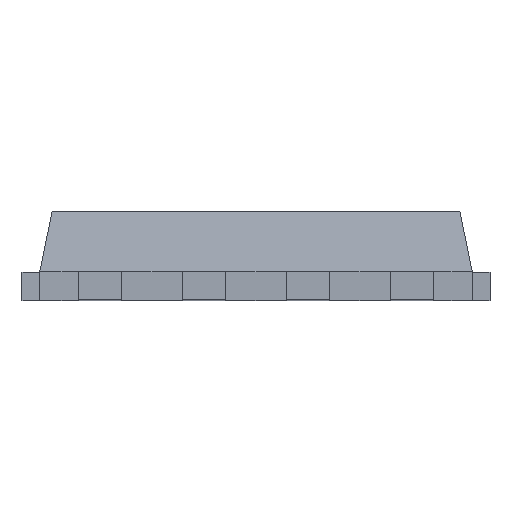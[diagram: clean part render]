
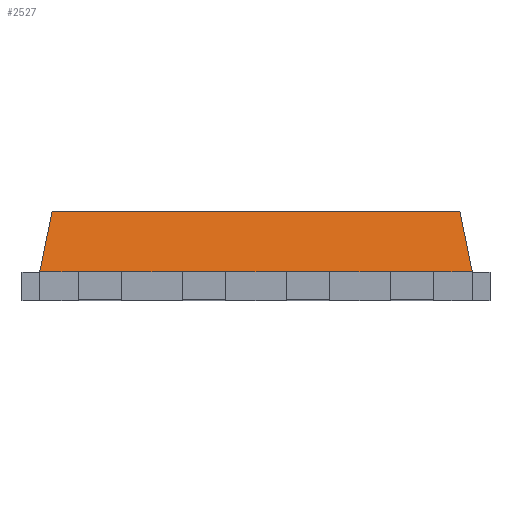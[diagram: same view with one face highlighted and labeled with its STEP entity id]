
A CAD part, top view. The second image highlights one B-rep face of the part: STEP entity #2527.
In plain terms, the highlighted planar face has unit normal (0, 0.199, 0.98).
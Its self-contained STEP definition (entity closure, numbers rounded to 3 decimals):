
#23 = VERTEX_POINT ( 'NONE', #3552 ) ;
#153 = PLANE ( 'NONE',  #427 ) ;
#287 = VECTOR ( 'NONE', #4662, 1000. ) ;
#342 = ORIENTED_EDGE ( 'NONE', *, *, #3883, .F. ) ;
#352 = LINE ( 'NONE', #3577, #3963 ) ;
#427 = AXIS2_PLACEMENT_3D ( 'NONE', #5212, #1065, #3060 ) ;
#436 = FACE_OUTER_BOUND ( 'NONE', #1977, .T. ) ;
#447 = CARTESIAN_POINT ( 'NONE',  ( -2.675, 0.35, 3.05 ) ) ;
#479 = VERTEX_POINT ( 'NONE', #3948 ) ;
#493 = CARTESIAN_POINT ( 'NONE',  ( -2.675, 0.35, 3.05 ) ) ;
#550 = DIRECTION ( 'NONE',  ( 1., 0., 0. ) ) ;
#589 = CARTESIAN_POINT ( 'NONE',  ( -2.675, 0.35, 3.05 ) ) ;
#881 = VECTOR ( 'NONE', #4832, 1000. ) ;
#962 = CARTESIAN_POINT ( 'NONE',  ( -2.675, 0.35, 3.05 ) ) ;
#1040 = EDGE_CURVE ( 'NONE', #1963, #1822, #3425, .T. ) ;
#1041 = CARTESIAN_POINT ( 'NONE',  ( -2.675, 0.35, 3.05 ) ) ;
#1065 = DIRECTION ( 'NONE',  ( 0., 0.199, 0.98 ) ) ;
#1302 = LINE ( 'NONE', #493, #4707 ) ;
#1335 = VECTOR ( 'NONE', #4820, 1000. ) ;
#1425 = CARTESIAN_POINT ( 'NONE',  ( -2.675, 0.35, 3.05 ) ) ;
#1655 = ORIENTED_EDGE ( 'NONE', *, *, #3564, .T. ) ;
#1738 = LINE ( 'NONE', #447, #3523 ) ;
#1822 = VERTEX_POINT ( 'NONE', #3041 ) ;
#1859 = VERTEX_POINT ( 'NONE', #4337 ) ;
#1863 = LINE ( 'NONE', #3455, #2914 ) ;
#1901 = DIRECTION ( 'NONE',  ( -0.196, -0.961, 0.196 ) ) ;
#1947 = VERTEX_POINT ( 'NONE', #2327 ) ;
#1963 = VERTEX_POINT ( 'NONE', #3382 ) ;
#1977 = EDGE_LOOP ( 'NONE', ( #1655, #3853, #2757, #3847, #2979, #4933, #2961, #4192, #2747, #3568, #342, #3107 ) ) ;
#2027 = LINE ( 'NONE', #3742, #287 ) ;
#2069 = VECTOR ( 'NONE', #550, 1000. ) ;
#2245 = DIRECTION ( 'NONE',  ( 1., 0., 0. ) ) ;
#2284 = VERTEX_POINT ( 'NONE', #3335 ) ;
#2327 = CARTESIAN_POINT ( 'NONE',  ( -2.2, 0.35, 3.05 ) ) ;
#2380 = CARTESIAN_POINT ( 'NONE',  ( 2.2, 0.35, 3.05 ) ) ;
#2383 = CARTESIAN_POINT ( 'NONE',  ( -1.66, 0.35, 3.05 ) ) ;
#2394 = EDGE_CURVE ( 'NONE', #479, #1859, #1738, .T. ) ;
#2465 = EDGE_CURVE ( 'NONE', #4292, #23, #1863, .T. ) ;
#2527 = ADVANCED_FACE ( 'NONE', ( #436 ), #153, .T. ) ;
#2602 = DIRECTION ( 'NONE',  ( 1., 0., 0. ) ) ;
#2747 = ORIENTED_EDGE ( 'NONE', *, *, #2465, .T. ) ;
#2757 = ORIENTED_EDGE ( 'NONE', *, *, #5199, .T. ) ;
#2762 = VERTEX_POINT ( 'NONE', #2383 ) ;
#2807 = LINE ( 'NONE', #1425, #2069 ) ;
#2881 = VECTOR ( 'NONE', #2602, 1000. ) ;
#2914 = VECTOR ( 'NONE', #3394, 1000. ) ;
#2961 = ORIENTED_EDGE ( 'NONE', *, *, #1040, .T. ) ;
#2979 = ORIENTED_EDGE ( 'NONE', *, *, #2394, .T. ) ;
#3019 = CARTESIAN_POINT ( 'NONE',  ( -2.675, 1.1, 2.897 ) ) ;
#3041 = CARTESIAN_POINT ( 'NONE',  ( 1.66, 0.35, 3.05 ) ) ;
#3044 = DIRECTION ( 'NONE',  ( 1., 0., 0. ) ) ;
#3060 = DIRECTION ( 'NONE',  ( 0., -0.98, 0.199 ) ) ;
#3107 = ORIENTED_EDGE ( 'NONE', *, *, #3417, .T. ) ;
#3151 = LINE ( 'NONE', #962, #5239 ) ;
#3162 = VECTOR ( 'NONE', #3044, 1000. ) ;
#3335 = CARTESIAN_POINT ( 'NONE',  ( -2.675, 0.35, 3.05 ) ) ;
#3346 = VECTOR ( 'NONE', #2245, 1000. ) ;
#3382 = CARTESIAN_POINT ( 'NONE',  ( 0.913, 0.35, 3.05 ) ) ;
#3384 = EDGE_CURVE ( 'NONE', #4682, #479, #4990, .T. ) ;
#3394 = DIRECTION ( 'NONE',  ( 1., 0., 0. ) ) ;
#3417 = EDGE_CURVE ( 'NONE', #3490, #2284, #352, .T. ) ;
#3425 = LINE ( 'NONE', #1041, #1335 ) ;
#3455 = CARTESIAN_POINT ( 'NONE',  ( -2.675, 0.35, 3.05 ) ) ;
#3490 = VERTEX_POINT ( 'NONE', #4739 ) ;
#3523 = VECTOR ( 'NONE', #4590, 1000. ) ;
#3552 = CARTESIAN_POINT ( 'NONE',  ( 2.675, 0.35, 3.05 ) ) ;
#3564 = EDGE_CURVE ( 'NONE', #2284, #1947, #3151, .T. ) ;
#3568 = ORIENTED_EDGE ( 'NONE', *, *, #3933, .F. ) ;
#3577 = CARTESIAN_POINT ( 'NONE',  ( -2.675, 0.35, 3.05 ) ) ;
#3623 = EDGE_CURVE ( 'NONE', #1822, #4292, #5171, .T. ) ;
#3742 = CARTESIAN_POINT ( 'NONE',  ( 2.675, 0.35, 3.05 ) ) ;
#3847 = ORIENTED_EDGE ( 'NONE', *, *, #3384, .T. ) ;
#3853 = ORIENTED_EDGE ( 'NONE', *, *, #4647, .T. ) ;
#3883 = EDGE_CURVE ( 'NONE', #3490, #4012, #4423, .T. ) ;
#3933 = EDGE_CURVE ( 'NONE', #4012, #23, #2027, .T. ) ;
#3936 = CARTESIAN_POINT ( 'NONE',  ( 2.522, 1.1, 2.897 ) ) ;
#3948 = CARTESIAN_POINT ( 'NONE',  ( -0.373, 0.35, 3.05 ) ) ;
#3963 = VECTOR ( 'NONE', #1901, 1000. ) ;
#4012 = VERTEX_POINT ( 'NONE', #3936 ) ;
#4055 = EDGE_CURVE ( 'NONE', #1859, #1963, #4289, .T. ) ;
#4192 = ORIENTED_EDGE ( 'NONE', *, *, #3623, .T. ) ;
#4287 = DIRECTION ( 'NONE',  ( 1., 0., 0. ) ) ;
#4289 = LINE ( 'NONE', #589, #3162 ) ;
#4292 = VERTEX_POINT ( 'NONE', #2380 ) ;
#4337 = CARTESIAN_POINT ( 'NONE',  ( 0.373, 0.35, 3.05 ) ) ;
#4362 = CARTESIAN_POINT ( 'NONE',  ( -0.913, 0.35, 3.05 ) ) ;
#4423 = LINE ( 'NONE', #3019, #2881 ) ;
#4442 = CARTESIAN_POINT ( 'NONE',  ( -2.675, 0.35, 3.05 ) ) ;
#4590 = DIRECTION ( 'NONE',  ( 1., 0., 0. ) ) ;
#4647 = EDGE_CURVE ( 'NONE', #1947, #2762, #2807, .T. ) ;
#4662 = DIRECTION ( 'NONE',  ( 0.196, -0.961, 0.196 ) ) ;
#4682 = VERTEX_POINT ( 'NONE', #4362 ) ;
#4692 = DIRECTION ( 'NONE',  ( 1., 0., 0. ) ) ;
#4707 = VECTOR ( 'NONE', #4692, 1000. ) ;
#4739 = CARTESIAN_POINT ( 'NONE',  ( -2.522, 1.1, 2.897 ) ) ;
#4759 = CARTESIAN_POINT ( 'NONE',  ( -2.675, 0.35, 3.05 ) ) ;
#4820 = DIRECTION ( 'NONE',  ( 1., 0., 0. ) ) ;
#4832 = DIRECTION ( 'NONE',  ( 1., 0., 0. ) ) ;
#4933 = ORIENTED_EDGE ( 'NONE', *, *, #4055, .T. ) ;
#4990 = LINE ( 'NONE', #4442, #881 ) ;
#5171 = LINE ( 'NONE', #4759, #3346 ) ;
#5199 = EDGE_CURVE ( 'NONE', #2762, #4682, #1302, .T. ) ;
#5212 = CARTESIAN_POINT ( 'NONE',  ( -2.675, 0.35, 3.05 ) ) ;
#5239 = VECTOR ( 'NONE', #4287, 1000. ) ;
